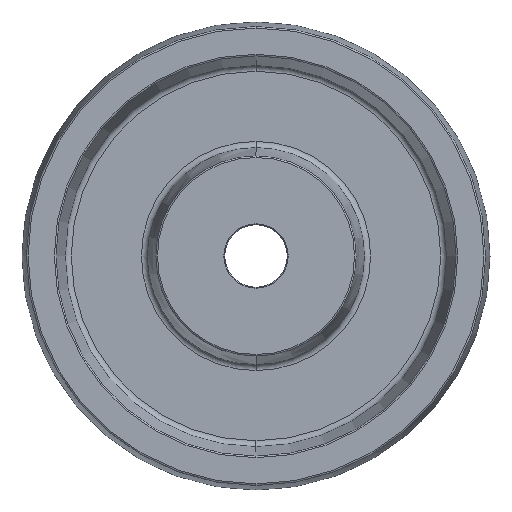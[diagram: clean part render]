
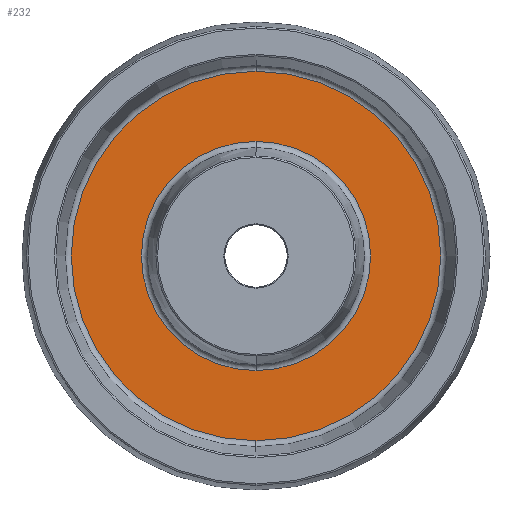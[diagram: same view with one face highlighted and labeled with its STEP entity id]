
A CAD part, left-side view. The second image highlights one B-rep face of the part: STEP entity #232.
In plain terms, the highlighted planar face has unit normal (-1, 0, 0).
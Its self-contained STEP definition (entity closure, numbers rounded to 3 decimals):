
#19 = CIRCLE ( 'NONE', #1703, 36.722 ) ;
#52 = DIRECTION ( 'NONE',  ( 0., 0., 1. ) ) ;
#66 = EDGE_LOOP ( 'NONE', ( #1270, #401 ) ) ;
#68 = DIRECTION ( 'NONE',  ( 0., 0., 1. ) ) ;
#80 = DIRECTION ( 'NONE',  ( -1., 0., 0. ) ) ;
#93 = DIRECTION ( 'NONE',  ( 0., 0., 1. ) ) ;
#108 = AXIS2_PLACEMENT_3D ( 'NONE', #502, #1670, #68 ) ;
#152 = DIRECTION ( 'NONE',  ( 0., 0., 1. ) ) ;
#158 = CARTESIAN_POINT ( 'NONE',  ( -6.5, 0., 36.722 ) ) ;
#173 = CIRCLE ( 'NONE', #1847, 59.202 ) ;
#232 = ADVANCED_FACE ( 'NONE', ( #394, #706 ), #1432, .T. ) ;
#235 = ORIENTED_EDGE ( 'NONE', *, *, #409, .T. ) ;
#239 = DIRECTION ( 'NONE',  ( 1., 0., 0. ) ) ;
#394 = FACE_BOUND ( 'NONE', #1065, .T. ) ;
#401 = ORIENTED_EDGE ( 'NONE', *, *, #761, .T. ) ;
#409 = EDGE_CURVE ( 'NONE', #1126, #1467, #837, .T. ) ;
#496 = AXIS2_PLACEMENT_3D ( 'NONE', #971, #1415, #1546 ) ;
#502 = CARTESIAN_POINT ( 'NONE',  ( -6.5, 0., 0. ) ) ;
#551 = EDGE_CURVE ( 'NONE', #904, #1599, #173, .T. ) ;
#593 = CIRCLE ( 'NONE', #108, 59.202 ) ;
#706 = FACE_OUTER_BOUND ( 'NONE', #66, .T. ) ;
#755 = AXIS2_PLACEMENT_3D ( 'NONE', #1585, #1025, #152 ) ;
#761 = EDGE_CURVE ( 'NONE', #1599, #904, #593, .T. ) ;
#827 = EDGE_CURVE ( 'NONE', #1467, #1126, #19, .T. ) ;
#837 = CIRCLE ( 'NONE', #755, 36.722 ) ;
#904 = VERTEX_POINT ( 'NONE', #1146 ) ;
#963 = CARTESIAN_POINT ( 'NONE',  ( -6.5, 0., 0. ) ) ;
#971 = CARTESIAN_POINT ( 'NONE',  ( -6.5, 60.75, 0. ) ) ;
#1025 = DIRECTION ( 'NONE',  ( 1., 0., 0. ) ) ;
#1065 = EDGE_LOOP ( 'NONE', ( #1249, #235 ) ) ;
#1126 = VERTEX_POINT ( 'NONE', #1683 ) ;
#1146 = CARTESIAN_POINT ( 'NONE',  ( -6.5, 0., 59.202 ) ) ;
#1249 = ORIENTED_EDGE ( 'NONE', *, *, #827, .T. ) ;
#1270 = ORIENTED_EDGE ( 'NONE', *, *, #551, .T. ) ;
#1347 = CARTESIAN_POINT ( 'NONE',  ( -6.5, 0., 0. ) ) ;
#1415 = DIRECTION ( 'NONE',  ( -1., 0., 0. ) ) ;
#1432 = PLANE ( 'NONE',  #496 ) ;
#1467 = VERTEX_POINT ( 'NONE', #158 ) ;
#1494 = CARTESIAN_POINT ( 'NONE',  ( -6.5, 0., -59.202 ) ) ;
#1546 = DIRECTION ( 'NONE',  ( 0., 0., 1. ) ) ;
#1585 = CARTESIAN_POINT ( 'NONE',  ( -6.5, 0., 0. ) ) ;
#1599 = VERTEX_POINT ( 'NONE', #1494 ) ;
#1670 = DIRECTION ( 'NONE',  ( -1., 0., 0. ) ) ;
#1683 = CARTESIAN_POINT ( 'NONE',  ( -6.5, 0., -36.722 ) ) ;
#1703 = AXIS2_PLACEMENT_3D ( 'NONE', #963, #239, #93 ) ;
#1847 = AXIS2_PLACEMENT_3D ( 'NONE', #1347, #80, #52 ) ;
